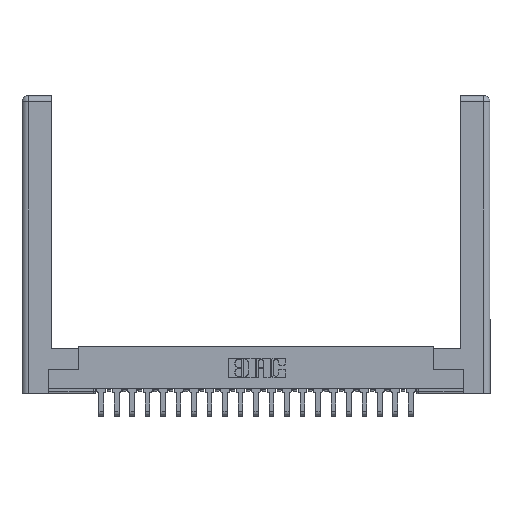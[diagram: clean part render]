
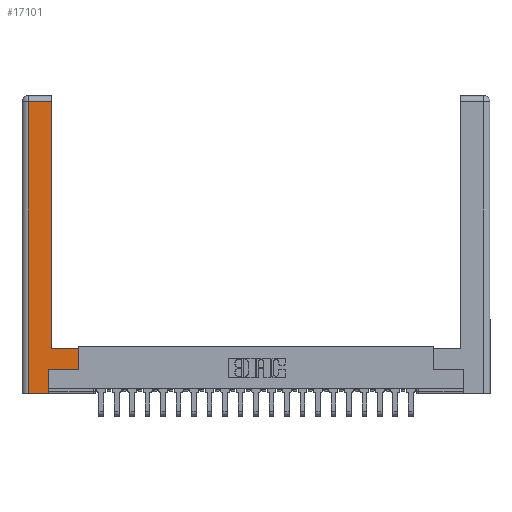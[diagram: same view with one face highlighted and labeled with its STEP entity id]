
A CAD part, top view. The second image highlights one B-rep face of the part: STEP entity #17101.
In plain terms, the highlighted planar face has unit normal (0, 0, 1).
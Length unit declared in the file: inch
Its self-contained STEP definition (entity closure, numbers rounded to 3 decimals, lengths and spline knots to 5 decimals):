
#125 = LINE ( 'NONE', #7912, #14894 ) ;
#220 = CARTESIAN_POINT ( 'NONE',  ( 0.295, 3., 0. ) ) ;
#630 = CARTESIAN_POINT ( 'NONE',  ( 0.295, 2.94, 0. ) ) ;
#1024 = CARTESIAN_POINT ( 'NONE',  ( 0.0615, 2.94, 0. ) ) ;
#1214 = LINE ( 'NONE', #1469, #18504 ) ;
#1469 = CARTESIAN_POINT ( 'NONE',  ( 0.265, 0.245, 0. ) ) ;
#1683 = AXIS2_PLACEMENT_3D ( 'NONE', #8089, #17866, #15667 ) ;
#2178 = VECTOR ( 'NONE', #15357, 39.37008 ) ;
#2607 = VERTEX_POINT ( 'NONE', #8887 ) ;
#2878 = VERTEX_POINT ( 'NONE', #20056 ) ;
#2880 = CARTESIAN_POINT ( 'NONE',  ( 0.265, 0.245, 0. ) ) ;
#2926 = ORIENTED_EDGE ( 'NONE', *, *, #24636, .T. ) ;
#3047 = DIRECTION ( 'NONE',  ( -1., 0., 0. ) ) ;
#3237 = DIRECTION ( 'NONE',  ( 0., 1., 0. ) ) ;
#3418 = VERTEX_POINT ( 'NONE', #630 ) ;
#3693 = ORIENTED_EDGE ( 'NONE', *, *, #5488, .T. ) ;
#3741 = EDGE_CURVE ( 'NONE', #8622, #3418, #21669, .T. ) ;
#3994 = VERTEX_POINT ( 'NONE', #5300 ) ;
#5019 = VERTEX_POINT ( 'NONE', #23722 ) ;
#5300 = CARTESIAN_POINT ( 'NONE',  ( 0.265, 0., 0. ) ) ;
#5488 = EDGE_CURVE ( 'NONE', #3418, #5019, #12920, .T. ) ;
#6951 = VECTOR ( 'NONE', #13043, 39.37008 ) ;
#7278 = LINE ( 'NONE', #22855, #6951 ) ;
#7839 = PLANE ( 'NONE',  #1683 ) ;
#7912 = CARTESIAN_POINT ( 'NONE',  ( 0.565, 0.45, 0. ) ) ;
#8089 = CARTESIAN_POINT ( 'NONE',  ( 0., 0., 0. ) ) ;
#8298 = CARTESIAN_POINT ( 'NONE',  ( 0.265, 0., 0. ) ) ;
#8477 = EDGE_CURVE ( 'NONE', #2878, #8622, #18064, .T. ) ;
#8622 = VERTEX_POINT ( 'NONE', #22452 ) ;
#8887 = CARTESIAN_POINT ( 'NONE',  ( 0.565, 0.245, 0. ) ) ;
#9689 = DIRECTION ( 'NONE',  ( 0., 1., 0. ) ) ;
#9710 = VERTEX_POINT ( 'NONE', #2880 ) ;
#10573 = EDGE_CURVE ( 'NONE', #5019, #20819, #7278, .T. ) ;
#10920 = ORIENTED_EDGE ( 'NONE', *, *, #14777, .T. ) ;
#11561 = FACE_OUTER_BOUND ( 'NONE', #22636, .T. ) ;
#12793 = EDGE_CURVE ( 'NONE', #3994, #9710, #1214, .T. ) ;
#12920 = LINE ( 'NONE', #1024, #15748 ) ;
#12938 = VECTOR ( 'NONE', #17461, 39.37008 ) ;
#13043 = DIRECTION ( 'NONE',  ( 0., -1., 0. ) ) ;
#13701 = LINE ( 'NONE', #8298, #17353 ) ;
#14777 = EDGE_CURVE ( 'NONE', #9710, #2607, #18977, .T. ) ;
#14894 = VECTOR ( 'NONE', #15757, 39.37008 ) ;
#15357 = DIRECTION ( 'NONE',  ( 1., 0., 0. ) ) ;
#15667 = DIRECTION ( 'NONE',  ( -1., 0., 0. ) ) ;
#15748 = VECTOR ( 'NONE', #3047, 39.37008 ) ;
#15757 = DIRECTION ( 'NONE',  ( 0., 1., 0. ) ) ;
#16134 = ORIENTED_EDGE ( 'NONE', *, *, #3741, .T. ) ;
#17101 = ADVANCED_FACE ( 'NONE', ( #11561 ), #7839, .F. ) ;
#17286 = CARTESIAN_POINT ( 'NONE',  ( 0.565, 0.245, 0. ) ) ;
#17353 = VECTOR ( 'NONE', #18206, 39.37008 ) ;
#17461 = DIRECTION ( 'NONE',  ( -1., 0., 0. ) ) ;
#17658 = ORIENTED_EDGE ( 'NONE', *, *, #24761, .T. ) ;
#17866 = DIRECTION ( 'NONE',  ( 0., 0., -1. ) ) ;
#17931 = VECTOR ( 'NONE', #9689, 39.37008 ) ;
#18064 = LINE ( 'NONE', #22323, #12938 ) ;
#18206 = DIRECTION ( 'NONE',  ( 1., 0., 0. ) ) ;
#18504 = VECTOR ( 'NONE', #3237, 39.37008 ) ;
#18977 = LINE ( 'NONE', #17286, #2178 ) ;
#20056 = CARTESIAN_POINT ( 'NONE',  ( 0.565, 0.45, 0. ) ) ;
#20665 = CARTESIAN_POINT ( 'NONE',  ( 0.0615, 0., 0. ) ) ;
#20819 = VERTEX_POINT ( 'NONE', #20665 ) ;
#21669 = LINE ( 'NONE', #220, #17931 ) ;
#21942 = ORIENTED_EDGE ( 'NONE', *, *, #8477, .T. ) ;
#22323 = CARTESIAN_POINT ( 'NONE',  ( 0.295, 0.45, 0. ) ) ;
#22452 = CARTESIAN_POINT ( 'NONE',  ( 0.295, 0.45, 0. ) ) ;
#22636 = EDGE_LOOP ( 'NONE', ( #16134, #3693, #22911, #2926, #23686, #10920, #17658, #21942 ) ) ;
#22855 = CARTESIAN_POINT ( 'NONE',  ( 0.0615, 0., 0. ) ) ;
#22911 = ORIENTED_EDGE ( 'NONE', *, *, #10573, .T. ) ;
#23686 = ORIENTED_EDGE ( 'NONE', *, *, #12793, .T. ) ;
#23722 = CARTESIAN_POINT ( 'NONE',  ( 0.0615, 2.94, 0. ) ) ;
#24636 = EDGE_CURVE ( 'NONE', #20819, #3994, #13701, .T. ) ;
#24761 = EDGE_CURVE ( 'NONE', #2607, #2878, #125, .T. ) ;
